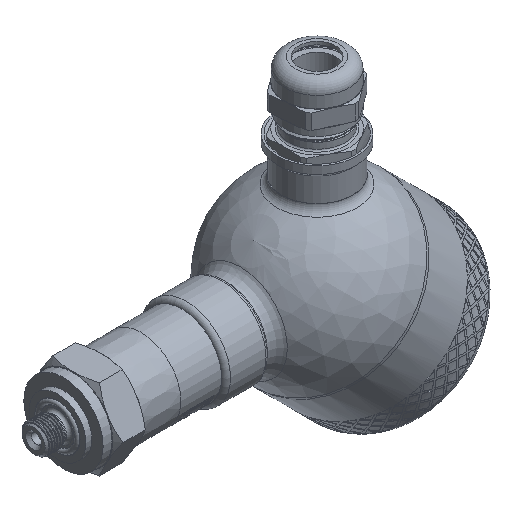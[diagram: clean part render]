
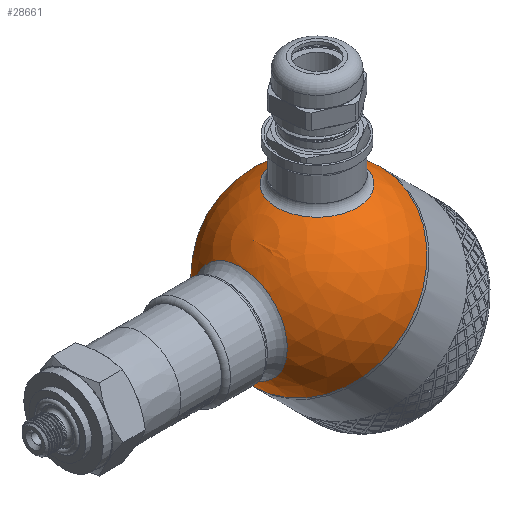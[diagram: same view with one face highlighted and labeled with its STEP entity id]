
A CAD part, isometric view. The second image highlights one B-rep face of the part: STEP entity #28661.
In plain terms, the highlighted spherical face has radius 30 mm.
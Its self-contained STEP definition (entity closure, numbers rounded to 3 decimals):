
#145=SPHERICAL_SURFACE('',#30469,30.);
#1217=FACE_BOUND('',#4198,.T.);
#1218=FACE_BOUND('',#4199,.T.);
#2357=FACE_OUTER_BOUND('',#4197,.T.);
#4197=EDGE_LOOP('',(#20643,#20644,#20645,#20646));
#4198=EDGE_LOOP('',(#20647));
#4199=EDGE_LOOP('',(#20648));
#5945=CIRCLE('',#30391,30.);
#5946=CIRCLE('',#30392,30.);
#5973=CIRCLE('',#30465,13.5);
#5976=CIRCLE('',#30470,30.);
#5977=CIRCLE('',#30471,15.643);
#11307=VERTEX_POINT('',#39283);
#11308=VERTEX_POINT('',#39285);
#11807=VERTEX_POINT('',#45672);
#11809=VERTEX_POINT('',#45679);
#11810=VERTEX_POINT('',#45681);
#14388=EDGE_CURVE('',#11307,#11308,#5945,.T.);
#14389=EDGE_CURVE('',#11308,#11307,#5946,.T.);
#15140=EDGE_CURVE('',#11807,#11807,#5973,.T.);
#15143=EDGE_CURVE('',#11308,#11809,#5976,.T.);
#15144=EDGE_CURVE('',#11810,#11810,#5977,.T.);
#20643=ORIENTED_EDGE('',*,*,#14389,.F.);
#20644=ORIENTED_EDGE('',*,*,#15143,.T.);
#20645=ORIENTED_EDGE('',*,*,#15143,.F.);
#20646=ORIENTED_EDGE('',*,*,#14388,.F.);
#20647=ORIENTED_EDGE('',*,*,#15144,.F.);
#20648=ORIENTED_EDGE('',*,*,#15140,.F.);
#28661=ADVANCED_FACE('',(#2357,#1217,#1218),#145,.T.);
#30391=AXIS2_PLACEMENT_3D('',#39286,#32014,#32015);
#30392=AXIS2_PLACEMENT_3D('',#39287,#32016,#32017);
#30465=AXIS2_PLACEMENT_3D('',#45673,#32426,#32427);
#30469=AXIS2_PLACEMENT_3D('',#45678,#32434,#32435);
#30470=AXIS2_PLACEMENT_3D('',#45680,#32436,#32437);
#30471=AXIS2_PLACEMENT_3D('',#45682,#32438,#32439);
#32014=DIRECTION('center_axis',(1.,0.,0.));
#32015=DIRECTION('ref_axis',(0.,1.,0.));
#32016=DIRECTION('center_axis',(1.,0.,0.));
#32017=DIRECTION('ref_axis',(0.,1.,0.));
#32426=DIRECTION('center_axis',(-0.707,0.,-0.707));
#32427=DIRECTION('ref_axis',(-0.707,0.,0.707));
#32434=DIRECTION('center_axis',(1.,0.,0.));
#32435=DIRECTION('ref_axis',(0.,-1.,0.));
#32436=DIRECTION('center_axis',(0.,0.,1.));
#32437=DIRECTION('ref_axis',(0.,1.,0.));
#32438=DIRECTION('center_axis',(-0.707,0.,0.707));
#32439=DIRECTION('ref_axis',(0.707,0.,0.707));
#39283=CARTESIAN_POINT('',(0.,-30.,0.));
#39285=CARTESIAN_POINT('',(0.,30.,0.));
#39286=CARTESIAN_POINT('Origin',(0.,0.,0.));
#39287=CARTESIAN_POINT('Origin',(0.,0.,0.));
#45672=CARTESIAN_POINT('',(-9.398,0.,-28.49));
#45673=CARTESIAN_POINT('Origin',(-18.944,0.,-18.944));
#45678=CARTESIAN_POINT('Origin',(0.,0.,0.));
#45679=CARTESIAN_POINT('',(-30.,0.,0.));
#45680=CARTESIAN_POINT('Origin',(0.,0.,0.));
#45681=CARTESIAN_POINT('',(-29.162,0.,7.04));
#45682=CARTESIAN_POINT('Origin',(-18.101,0.,18.101));
